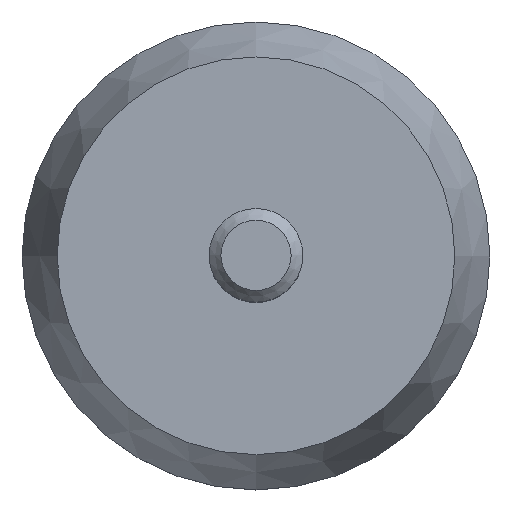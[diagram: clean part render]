
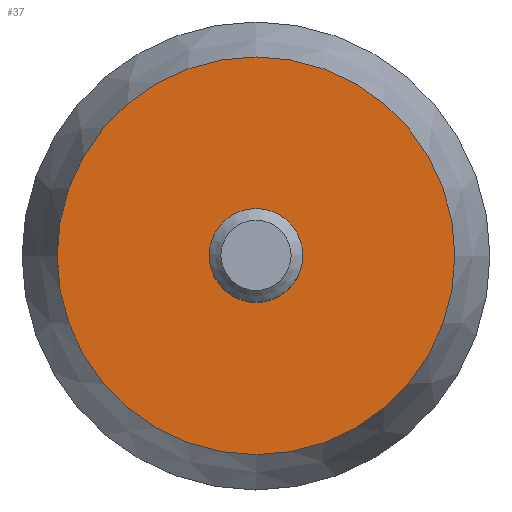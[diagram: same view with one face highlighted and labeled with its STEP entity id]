
A CAD part, top view. The second image highlights one B-rep face of the part: STEP entity #37.
In plain terms, the highlighted planar face has unit normal (0, 0, 1).
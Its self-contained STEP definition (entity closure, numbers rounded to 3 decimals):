
#37 = ADVANCED_FACE( '', ( #72, #73 ), #74, .T. );
#72 = FACE_OUTER_BOUND( '', #105, .T. );
#73 = FACE_BOUND( '', #106, .T. );
#74 = PLANE( '', #107 );
#105 = EDGE_LOOP( '', ( #138 ) );
#106 = EDGE_LOOP( '', ( #139 ) );
#107 = AXIS2_PLACEMENT_3D( '', #140, #141, #142 );
#138 = ORIENTED_EDGE( '', *, *, #168, .T. );
#139 = ORIENTED_EDGE( '', *, *, #169, .F. );
#140 = CARTESIAN_POINT( '', ( 4., 0., 11. ) );
#141 = DIRECTION( '', ( 0., 0., 1. ) );
#142 = DIRECTION( '', ( 1., 0., 0. ) );
#168 = EDGE_CURVE( '', #184, #184, #185, .T. );
#169 = EDGE_CURVE( '', #186, #186, #187, .T. );
#184 = VERTEX_POINT( '', #203 );
#185 = CIRCLE( '', #204, 17. );
#186 = VERTEX_POINT( '', #205 );
#187 = CIRCLE( '', #206, 4. );
#203 = CARTESIAN_POINT( '', ( 17., 0., 11. ) );
#204 = AXIS2_PLACEMENT_3D( '', #221, #222, #223 );
#205 = CARTESIAN_POINT( '', ( 4., 0., 11. ) );
#206 = AXIS2_PLACEMENT_3D( '', #224, #225, #226 );
#221 = CARTESIAN_POINT( '', ( 0., 0., 11. ) );
#222 = DIRECTION( '', ( 0., 0., 1. ) );
#223 = DIRECTION( '', ( 1., 0., 0. ) );
#224 = CARTESIAN_POINT( '', ( 0., 0., 11. ) );
#225 = DIRECTION( '', ( 0., 0., 1. ) );
#226 = DIRECTION( '', ( 1., 0., 0. ) );
